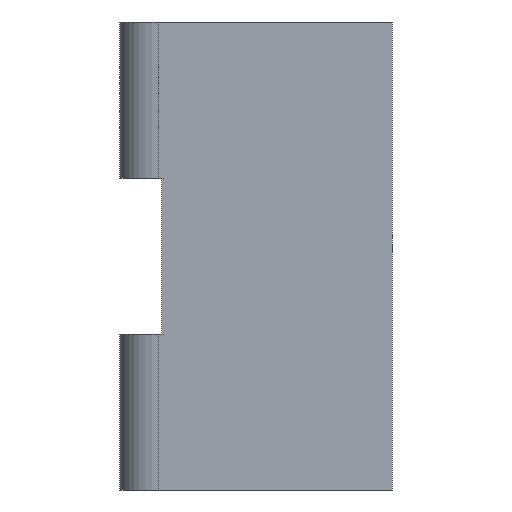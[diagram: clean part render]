
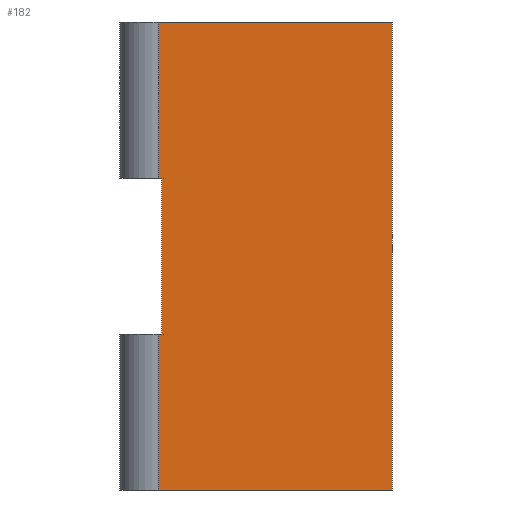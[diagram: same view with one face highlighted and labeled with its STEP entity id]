
A CAD part, front view. The second image highlights one B-rep face of the part: STEP entity #182.
In plain terms, the highlighted planar face has unit normal (0, -1, 0).
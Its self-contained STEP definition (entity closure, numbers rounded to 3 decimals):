
#25=FACE_OUTER_BOUND('',#35,.T.);
#35=EDGE_LOOP('',(#152,#153,#154,#155,#156,#157,#158,#159));
#45=LINE('',#281,#63);
#47=LINE('',#288,#65);
#49=LINE('',#294,#67);
#55=LINE('',#307,#73);
#57=LINE('',#313,#75);
#59=LINE('',#318,#77);
#60=LINE('',#320,#78);
#61=LINE('',#321,#79);
#63=VECTOR('',#228,10.);
#65=VECTOR('',#236,10.);
#67=VECTOR('',#242,10.);
#73=VECTOR('',#252,10.);
#75=VECTOR('',#258,10.);
#77=VECTOR('',#264,10.);
#78=VECTOR('',#267,10.);
#79=VECTOR('',#268,10.);
#82=VERTEX_POINT('',#278);
#83=VERTEX_POINT('',#280);
#85=VERTEX_POINT('',#286);
#87=VERTEX_POINT('',#292);
#92=VERTEX_POINT('',#306);
#93=VERTEX_POINT('',#310);
#94=VERTEX_POINT('',#312);
#95=VERTEX_POINT('',#316);
#98=EDGE_CURVE('',#83,#82,#45,.T.);
#102=EDGE_CURVE('',#82,#85,#47,.T.);
#105=EDGE_CURVE('',#85,#87,#49,.T.);
#111=EDGE_CURVE('',#92,#83,#55,.T.);
#114=EDGE_CURVE('',#93,#94,#57,.T.);
#117=EDGE_CURVE('',#87,#95,#59,.T.);
#118=EDGE_CURVE('',#94,#95,#60,.T.);
#119=EDGE_CURVE('',#92,#93,#61,.T.);
#152=ORIENTED_EDGE('',*,*,#105,.T.);
#153=ORIENTED_EDGE('',*,*,#117,.T.);
#154=ORIENTED_EDGE('',*,*,#118,.F.);
#155=ORIENTED_EDGE('',*,*,#114,.F.);
#156=ORIENTED_EDGE('',*,*,#119,.F.);
#157=ORIENTED_EDGE('',*,*,#111,.T.);
#158=ORIENTED_EDGE('',*,*,#98,.T.);
#159=ORIENTED_EDGE('',*,*,#102,.T.);
#172=PLANE('',#218);
#182=ADVANCED_FACE('',(#25),#172,.T.);
#218=AXIS2_PLACEMENT_3D('',#319,#265,#266);
#228=DIRECTION('',(1.,0.,0.));
#236=DIRECTION('',(0.,0.,-1.));
#242=DIRECTION('',(-1.,0.,0.));
#252=DIRECTION('',(0.,0.,-1.));
#258=DIRECTION('',(0.,0.,-1.));
#264=DIRECTION('',(0.,0.,-1.));
#265=DIRECTION('center_axis',(0.,-1.,0.));
#266=DIRECTION('ref_axis',(-1.,0.,0.));
#267=DIRECTION('',(-1.,0.,0.));
#268=DIRECTION('',(1.,0.,0.));
#278=CARTESIAN_POINT('',(0.224,0.,-10.));
#280=CARTESIAN_POINT('',(0.,0.,-10.));
#281=CARTESIAN_POINT('',(7.5,0.,-10.));
#286=CARTESIAN_POINT('',(0.224,0.,-20.));
#288=CARTESIAN_POINT('',(0.224,0.,-20.));
#292=CARTESIAN_POINT('',(0.,0.,-20.));
#294=CARTESIAN_POINT('',(7.5,0.,-20.));
#306=CARTESIAN_POINT('',(0.,0.,0.));
#307=CARTESIAN_POINT('',(0.,0.,0.));
#310=CARTESIAN_POINT('',(15.,0.,0.));
#312=CARTESIAN_POINT('',(15.,0.,-30.));
#313=CARTESIAN_POINT('',(15.,0.,0.));
#316=CARTESIAN_POINT('',(0.,0.,-30.));
#318=CARTESIAN_POINT('',(0.,0.,0.));
#319=CARTESIAN_POINT('Origin',(15.,0.,0.));
#320=CARTESIAN_POINT('',(0.,0.,-30.));
#321=CARTESIAN_POINT('',(0.,0.,0.));
